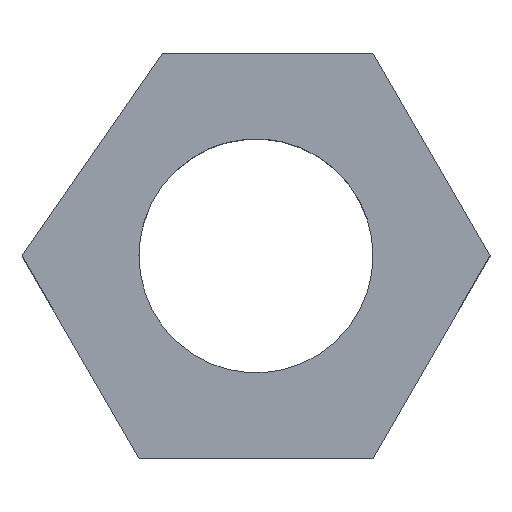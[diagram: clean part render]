
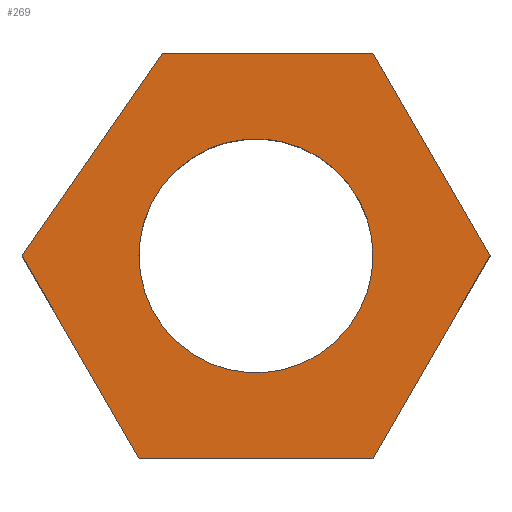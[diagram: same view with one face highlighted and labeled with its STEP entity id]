
A CAD part, top view. The second image highlights one B-rep face of the part: STEP entity #269.
In plain terms, the highlighted planar face has unit normal (0, 0, 1).
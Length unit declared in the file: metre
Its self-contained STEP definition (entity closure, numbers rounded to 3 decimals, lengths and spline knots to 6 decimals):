
#4 = CARTESIAN_POINT('NONE', (-0.007938, 0, -0));
#5 = VERTEX_POINT('NONE', #4);
#6 = CARTESIAN_POINT('NONE', (-0.003175, 0.006874, -0));
#7 = VERTEX_POINT('NONE', #6);
#12 = CARTESIAN_POINT('NONE', (0.003969, 0.006874, -0));
#13 = VERTEX_POINT('NONE', #12);
#16 = CARTESIAN_POINT('NONE', (0.007938, 0., -0));
#17 = VERTEX_POINT('NONE', #16);
#20 = CARTESIAN_POINT('NONE', (0.003969, -0.006874, -0));
#21 = VERTEX_POINT('NONE', #20);
#24 = CARTESIAN_POINT('NONE', (-0.003969, -0.006874, -0));
#25 = VERTEX_POINT('NONE', #24);
#28 = CARTESIAN_POINT('NONE', (-0.003969, 0., -0));
#29 = VERTEX_POINT('NONE', #28);
#32 = DIRECTION('NONE', (0.569, 0.822, 0));
#33 = VECTOR('NONE', #32, 1);
#34 = CARTESIAN_POINT('NONE', (-0.007938, 0, -0));
#35 = LINE('NONE', #34, #33);
#48 = DIRECTION('NONE', (1, 0, 0));
#49 = VECTOR('NONE', #48, 1);
#50 = CARTESIAN_POINT('NONE', (-0.003175, 0.006874, -0));
#51 = LINE('NONE', #50, #49);
#60 = DIRECTION('NONE', (0.5, -0.866, 0));
#61 = VECTOR('NONE', #60, 1);
#62 = CARTESIAN_POINT('NONE', (0.003969, 0.006874, -0));
#63 = LINE('NONE', #62, #61);
#72 = DIRECTION('NONE', (-0.5, -0.866, 0));
#73 = VECTOR('NONE', #72, 1);
#74 = CARTESIAN_POINT('NONE', (0.007938, 0., -0));
#75 = LINE('NONE', #74, #73);
#84 = DIRECTION('NONE', (-1, 0., 0));
#85 = VECTOR('NONE', #84, 1);
#86 = CARTESIAN_POINT('NONE', (0.003969, -0.006874, -0));
#87 = LINE('NONE', #86, #85);
#96 = DIRECTION('NONE', (-0.5, 0.866, 0));
#97 = VECTOR('NONE', #96, 1);
#98 = CARTESIAN_POINT('NONE', (-0.003969, -0.006874, -0));
#99 = LINE('NONE', #98, #97);
#104 = CARTESIAN_POINT('NONE', (-0.003969, 0., -0));
#105 = CARTESIAN_POINT('NONE', (-0.003969, -0.003969, -0));
#106 = CARTESIAN_POINT('NONE', (0., -0.003969, -0));
#107 = CARTESIAN_POINT('NONE', (0.003969, -0.003969, -0));
#108 = CARTESIAN_POINT('NONE', (0.003969, 0., -0));
#109 = CARTESIAN_POINT('NONE', (0.003969, 0.003969, -0));
#110 = CARTESIAN_POINT('NONE', (0., 0.003969, -0));
#111 = CARTESIAN_POINT('NONE', (-0.003969, 0.003969, -0));
#112 = CARTESIAN_POINT('NONE', (-0.003969, 0., -0));
#113 = (
  BOUNDED_CURVE()
  B_SPLINE_CURVE(2, (#104, #105, #106, #107, #108, #109, #110, #111, #112), .UNSPECIFIED., .F., .F.)
  B_SPLINE_CURVE_WITH_KNOTS((3, 2, 2, 2, 3), (0, 0.25, 0.5, 0.75, 1), .UNSPECIFIED.)
  CURVE()
  GEOMETRIC_REPRESENTATION_ITEM()
  RATIONAL_B_SPLINE_CURVE((1, 0.707, 1, 0.707, 1, 0.707, 1, 0.707, 1))
  REPRESENTATION_ITEM('NONE')
);
#128 = EDGE_CURVE('NONE', #5, #7, #35, .T.);
#132 = EDGE_CURVE('NONE', #7, #13, #51, .T.);
#135 = EDGE_CURVE('NONE', #13, #17, #63, .T.);
#138 = EDGE_CURVE('NONE', #17, #21, #75, .T.);
#141 = EDGE_CURVE('NONE', #21, #25, #87, .T.);
#144 = EDGE_CURVE('NONE', #25, #5, #99, .T.);
#146 = EDGE_CURVE('NONE', #29, #29, #113, .T.);
#184 = ORIENTED_EDGE('NONE', *, *, #128, .T.);
#185 = ORIENTED_EDGE('NONE', *, *, #132, .T.);
#186 = ORIENTED_EDGE('NONE', *, *, #135, .T.);
#187 = ORIENTED_EDGE('NONE', *, *, #138, .T.);
#188 = ORIENTED_EDGE('NONE', *, *, #141, .T.);
#189 = ORIENTED_EDGE('NONE', *, *, #144, .T.);
#190 = EDGE_LOOP('NONE', (#184, #185, #186, #187, #188, #189));
#191 = ORIENTED_EDGE('NONE', *, *, #146, .T.);
#192 = EDGE_LOOP('NONE', (#191));
#245 = CARTESIAN_POINT('NONE', (0, 0, -0));
#246 = DIRECTION('NONE', (0, -0, -1));
#247 = AXIS2_PLACEMENT_3D('NONE', #245, #246, $);
#248 = PLANE('NONE', #247);
#267 = FACE_OUTER_BOUND('NONE', #190, .F.);
#268 = FACE_BOUND('NONE', #192, .F.);
#269 = ADVANCED_FACE('NONE', (#267, #268), #248, .F.);
